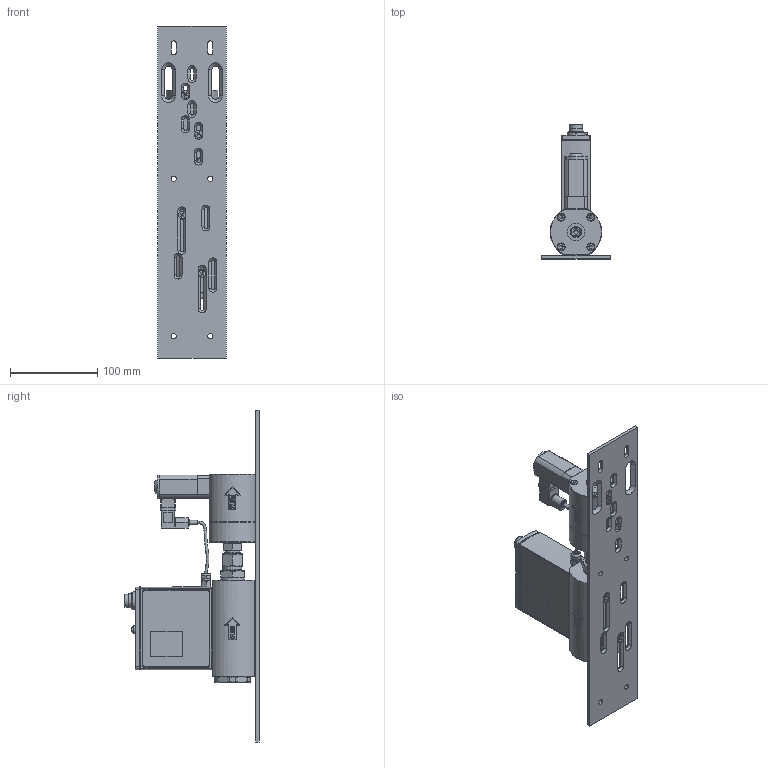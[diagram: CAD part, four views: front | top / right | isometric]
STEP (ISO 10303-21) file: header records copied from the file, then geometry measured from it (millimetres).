
FILE_DESCRIPTION(/* description */ (''),/* implementation_level */ '2;1');
FILE_NAME(/* name */ 'D-6473-002AI-Ann-00.stp',/* time_stamp */ '2023-12-21T15:16:52+01:00',/* author */ ('M-Huiskes'),/* organization */ (''),/* preprocessor_version */ 'ST-DEVELOPER v18.1',/* originating_system */ 'Autodesk Inventor 2021',/* authorisation */ '');
FILE_SCHEMA (('AUTOMOTIVE_DESIGN { 1 0 10303 214 3 1 1 }'));
Products named in the file (1): Part19
Bounding box: 78 x 153.5 x 380 mm (x, y, z)
Volume: 919824.2 mm3; surface area: 167466.3 mm2
Topology: 1 solids, 25 shells, 1084 faces, 2679 edges, 1711 vertices
Faces by surface type: plane 500, cylinder 274, bspline 126, cone 126, torus 44, sphere 14
Full cylindrical faces by diameter (mm): 1 x10, 1.3 x1, 1.5 x1, 2 x1, 2.013 x2, 2.459 x3, 2.5 x1, 2.88 x2, 3 x7, 3.242 x2, 3.4 x4, 3.5 x2, 3.571 x4, 3.75 x2, 4 x3, 4.5 x1, 5 x6, 5.4 x1, 5.5 x5, 5.9 x1, 6 x11, 6.2 x1, 6.4 x1, 6.7 x1, 7.7 x1, 8.3 x1, 8.4 x4, 8.5 x4, 9 x7, 9.8 x1
Entity records: 44707 total; most frequent: CARTESIAN_POINT 18589, ORIENTED_EDGE 5288, DIRECTION 5023, EDGE_CURVE 2644, AXIS2_PLACEMENT_3D 1874, VERTEX_POINT 1711, LINE 1275, VECTOR 1275
